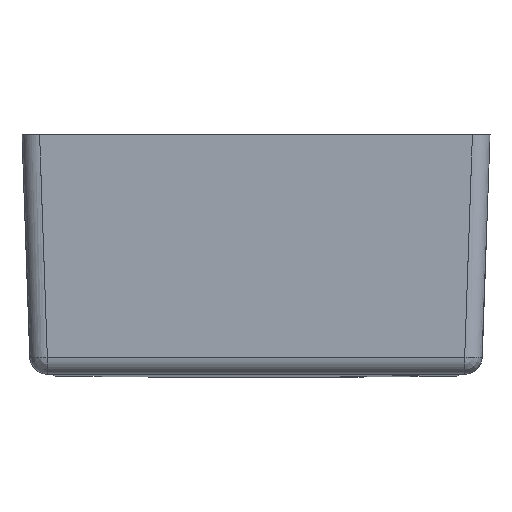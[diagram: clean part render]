
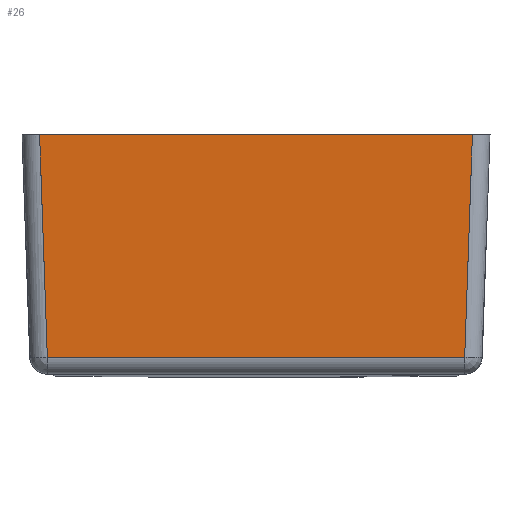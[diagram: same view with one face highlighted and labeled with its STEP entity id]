
A CAD part, left-side view. The second image highlights one B-rep face of the part: STEP entity #26.
In plain terms, the highlighted planar face has unit normal (-0.999, 0, -0.035).
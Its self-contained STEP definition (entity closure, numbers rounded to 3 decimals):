
#26=ADVANCED_FACE('',(#76),#724,.T.);
#76=FACE_OUTER_BOUND('',#126,.T.);
#126=EDGE_LOOP('',(#215,#216,#217,#218,#219,#220));
#215=ORIENTED_EDGE('',*,*,#430,.T.);
#216=ORIENTED_EDGE('',*,*,#431,.F.);
#217=ORIENTED_EDGE('',*,*,#432,.T.);
#218=ORIENTED_EDGE('',*,*,#433,.T.);
#219=ORIENTED_EDGE('',*,*,#429,.T.);
#220=ORIENTED_EDGE('',*,*,#428,.T.);
#428=EDGE_CURVE('',#674,#676,#546,.T.);
#429=EDGE_CURVE('',#654,#674,#547,.T.);
#430=EDGE_CURVE('',#676,#675,#548,.T.);
#431=EDGE_CURVE('',#658,#675,#549,.T.);
#432=EDGE_CURVE('',#658,#657,#550,.T.);
#433=EDGE_CURVE('',#657,#654,#551,.T.);
#546=B_SPLINE_CURVE_WITH_KNOTS('',1,(#1817,#1818,#1819),.UNSPECIFIED.,.F.,
 .F.,(2,1,2),(-103.998,-28.548,-11.912),
 .UNSPECIFIED.);
#547=B_SPLINE_CURVE_WITH_KNOTS('',1,(#1820,#1821),.UNSPECIFIED.,.F.,.F.,
(2,2),(0.,237.21),.UNSPECIFIED.);
#548=B_SPLINE_CURVE_WITH_KNOTS('',1,(#1822,#1823),.UNSPECIFIED.,.F.,.F.,
(2,2),(285.352,285.371),.UNSPECIFIED.);
#549=B_SPLINE_CURVE_WITH_KNOTS('',1,(#1824,#1825),.UNSPECIFIED.,.F.,.F.,
(2,2),(-531.368,-285.371),.UNSPECIFIED.);
#550=B_SPLINE_CURVE_WITH_KNOTS('',1,(#1826,#1827),.UNSPECIFIED.,.F.,.F.,
(2,2),(531.368,531.387),.UNSPECIFIED.);
#551=B_SPLINE_CURVE_WITH_KNOTS('',1,(#1828,#1829,#1830),.UNSPECIFIED.,.F.,
 .F.,(2,1,2),(-101.401,-84.765,-9.314),
 .UNSPECIFIED.);
#654=VERTEX_POINT('',#1692);
#657=VERTEX_POINT('',#1695);
#658=VERTEX_POINT('',#1696);
#674=VERTEX_POINT('',#1712);
#675=VERTEX_POINT('',#1713);
#676=VERTEX_POINT('',#1714);
#724=PLANE('',#790);
#790=AXIS2_PLACEMENT_3D('',#876,#809,$);
#809=DIRECTION('',(-0.999,0.,-0.035));
#876=CARTESIAN_POINT('',(-188.574,192.549,10.539));
#1692=CARTESIAN_POINT('',(-188.599,118.605,11.24));
#1695=CARTESIAN_POINT('',(-193.011,123.017,137.589));
#1696=CARTESIAN_POINT('',(-193.011,122.999,137.589));
#1712=CARTESIAN_POINT('',(-188.599,-118.605,11.24));
#1713=CARTESIAN_POINT('',(-193.011,-122.999,137.589));
#1714=CARTESIAN_POINT('',(-193.011,-123.017,137.589));
#1817=CARTESIAN_POINT('',(-188.599,-118.605,11.24));
#1818=CARTESIAN_POINT('',(-192.214,-122.22,114.764));
#1819=CARTESIAN_POINT('',(-193.011,-123.017,137.589));
#1820=CARTESIAN_POINT('',(-188.599,118.605,11.24));
#1821=CARTESIAN_POINT('',(-188.599,-118.605,11.24));
#1822=CARTESIAN_POINT('',(-193.011,-123.017,137.589));
#1823=CARTESIAN_POINT('',(-193.011,-122.999,137.589));
#1824=CARTESIAN_POINT('',(-193.011,122.999,137.589));
#1825=CARTESIAN_POINT('',(-193.011,-122.999,137.589));
#1826=CARTESIAN_POINT('',(-193.011,122.999,137.589));
#1827=CARTESIAN_POINT('',(-193.011,123.017,137.589));
#1828=CARTESIAN_POINT('',(-193.011,123.017,137.589));
#1829=CARTESIAN_POINT('',(-192.214,122.22,114.764));
#1830=CARTESIAN_POINT('',(-188.599,118.605,11.24));
